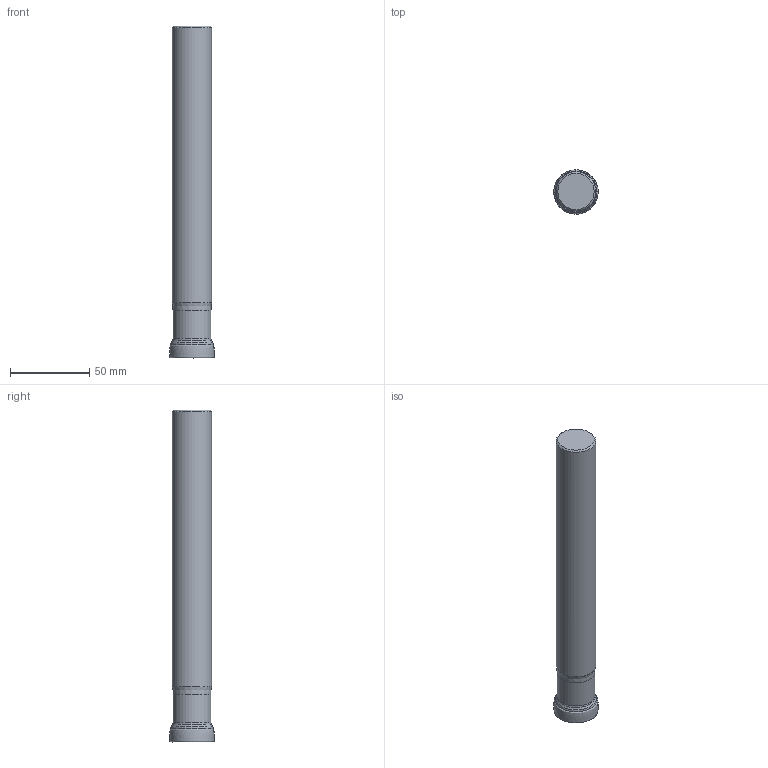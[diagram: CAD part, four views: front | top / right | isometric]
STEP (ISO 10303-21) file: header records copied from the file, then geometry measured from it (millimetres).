
FILE_DESCRIPTION(/* description */ (''),/* implementation_level */ '2;1');
FILE_NAME(/* name */ 'toolassembly_1.stp',/* time_stamp */ '2018-06-25T14:47:01+02:00',/* author */ (''),/* organization */ ('SMS'),/* preprocessor_version */ 'ST-DEVELOPER v15',/* originating_system */ 'SIEMENS PLM Software NX 8.5',/* authorisation */ '');
FILE_SCHEMA (('AUTOMOTIVE_DESIGN { 1 0 10303 214 3 1 1 1 }'));
Length unit declared in the file: millimetre
Products named in the file (4): ASSEMBLY_CONSTRUCTION; CUT_20180625144621; NOCUT_20180625144619; TOOLASSEMBLY_1
Assembly tree (3 placements, depth 2):
  TOOLASSEMBLY_1
    NOCUT_20180625144619
    CUT_20180625144621
    ASSEMBLY_CONSTRUCTION
Bounding box: 27.99 x 28 x 210 mm (x, y, z)
Volume: 106630.5 mm3; surface area: 19358.6 mm2
Topology: 2 solids, 2 shells, 19 faces, 38 edges, 29 vertices
Faces by surface type: torus 7, cone 5, plane 3, cylinder 2, revolution 1, bspline 1
Full cylindrical faces by diameter (mm): 24 x1, 25 x1
Entity records: 5410 total; most frequent: CARTESIAN_POINT 4911, DIRECTION 91, AXIS2_PLACEMENT_3D 45, EDGE_LOOP 34, ORIENTED_EDGE 34, FACE_BOUND 33, ADVANCED_FACE 19, VERTEX_POINT 18
